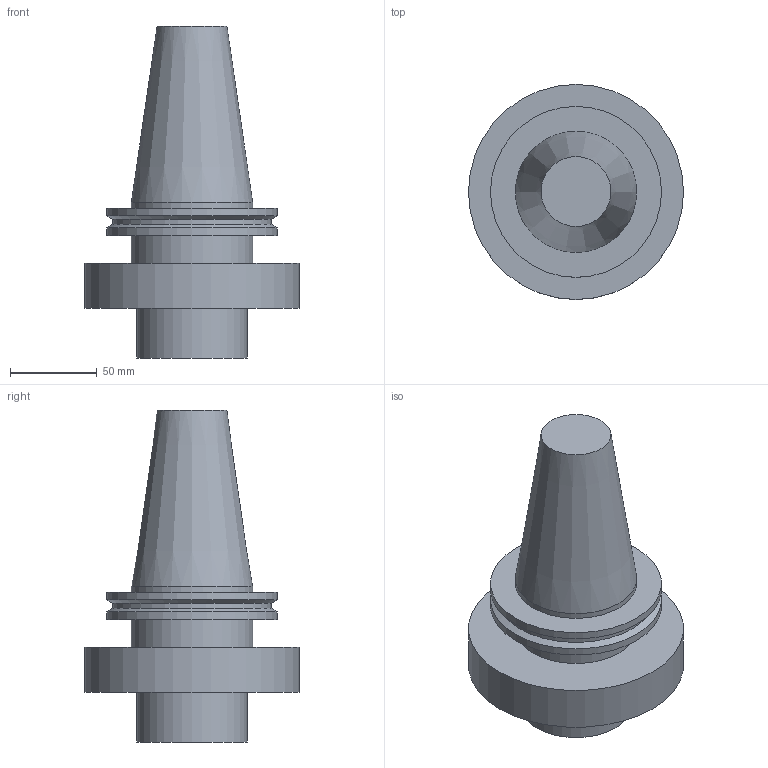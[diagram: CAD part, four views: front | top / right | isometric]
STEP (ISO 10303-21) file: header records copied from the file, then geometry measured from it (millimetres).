
FILE_DESCRIPTION(/* description */ (''),/* implementation_level */ '2;1');
FILE_NAME(/* name */ '1593431000685.stp',/* time_stamp */ '2020-06-29T13:43:25+02:00',/* author */ (''),/* organization */ ('SMS'),/* preprocessor_version */ 'ST-DEVELOPER v16.7',/* originating_system */ 'SIEMENS PLM Software NX 12.0',/* authorisation */ '');
FILE_SCHEMA (('AUTOMOTIVE_DESIGN { 1 0 10303 214 3 1 1 1 }'));
Length unit declared in the file: millimetre
Products named in the file (1): 200923044mod000_01
Bounding box: 123.8 x 123.8 x 191.13 mm (x, y, z)
Volume: 838687.9 mm3; surface area: 72821.5 mm2
Topology: 1 solids, 1 shells, 16 faces, 25 edges, 18 vertices
Faces by surface type: cylinder 7, plane 6, cone 3
Full cylindrical faces by diameter (mm): 63.487 x1, 69.85 x2, 91.29 x1, 98.42 x2, 123.8 x1
Entity records: 383 total; most frequent: DIRECTION 70, CARTESIAN_POINT 53, AXIS2_PLACEMENT_3D 35, EDGE_LOOP 30, ORIENTED_EDGE 30, FACE_BOUND 28, ADVANCED_FACE 16, VERTEX_POINT 15
